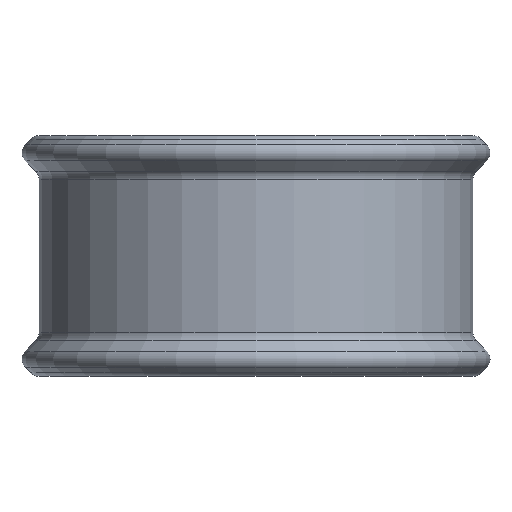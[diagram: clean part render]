
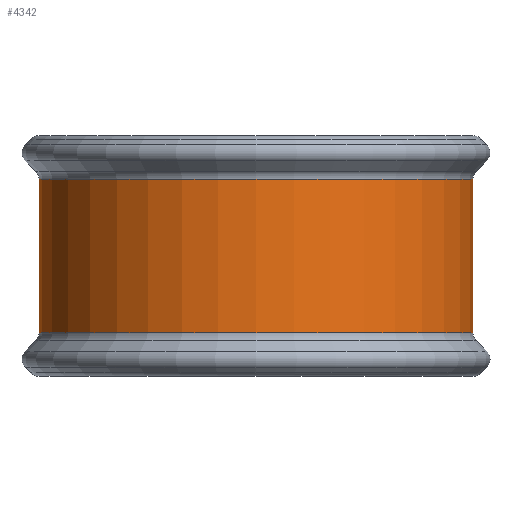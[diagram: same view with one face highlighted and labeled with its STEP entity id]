
A CAD part, front view. The second image highlights one B-rep face of the part: STEP entity #4342.
In plain terms, the highlighted cylindrical face has radius 14.097 mm (diameter 28.194 mm), a partial arc.
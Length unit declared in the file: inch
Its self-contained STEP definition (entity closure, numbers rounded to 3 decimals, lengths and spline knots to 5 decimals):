
#323 = DIRECTION ( 'NONE',  ( -1., 0., 0. ) ) ;
#377 = CIRCLE ( 'NONE', #6097, 0.555 ) ;
#391 = EDGE_CURVE ( 'NONE', #1480, #2103, #4492, .T. ) ;
#470 = CYLINDRICAL_SURFACE ( 'NONE', #1665, 0.555 ) ;
#857 = CIRCLE ( 'NONE', #1512, 0.555 ) ;
#870 = ORIENTED_EDGE ( 'NONE', *, *, #5146, .T. ) ;
#1325 = VERTEX_POINT ( 'NONE', #4335 ) ;
#1480 = VERTEX_POINT ( 'NONE', #5037 ) ;
#1483 = EDGE_CURVE ( 'NONE', #1480, #2987, #377, .T. ) ;
#1512 = AXIS2_PLACEMENT_3D ( 'NONE', #2417, #5694, #2882 ) ;
#1665 = AXIS2_PLACEMENT_3D ( 'NONE', #3552, #2113, #3573 ) ;
#1703 = CARTESIAN_POINT ( 'NONE',  ( 0.5, -0.351, 0.19579 ) ) ;
#1758 = DIRECTION ( 'NONE',  ( 0., 0., 1. ) ) ;
#1766 = VECTOR ( 'NONE', #1758, 39.37008 ) ;
#1947 = ORIENTED_EDGE ( 'NONE', *, *, #5471, .F. ) ;
#1997 = VECTOR ( 'NONE', #3141, 39.37008 ) ;
#2103 = VERTEX_POINT ( 'NONE', #1703 ) ;
#2113 = DIRECTION ( 'NONE',  ( 0., 0., -1. ) ) ;
#2344 = FACE_OUTER_BOUND ( 'NONE', #4715, .T. ) ;
#2415 = ORIENTED_EDGE ( 'NONE', *, *, #391, .T. ) ;
#2417 = CARTESIAN_POINT ( 'NONE',  ( 0.5, -0.906, 0.19579 ) ) ;
#2882 = DIRECTION ( 'NONE',  ( -1., 0., 0. ) ) ;
#2987 = VERTEX_POINT ( 'NONE', #5501 ) ;
#3141 = DIRECTION ( 'NONE',  ( 0., 0., 1. ) ) ;
#3177 = DIRECTION ( 'NONE',  ( 0., 0., -1. ) ) ;
#3552 = CARTESIAN_POINT ( 'NONE',  ( 0.5, -0.906, 0. ) ) ;
#3573 = DIRECTION ( 'NONE',  ( -1., 0., 0. ) ) ;
#4019 = ORIENTED_EDGE ( 'NONE', *, *, #1483, .F. ) ;
#4335 = CARTESIAN_POINT ( 'NONE',  ( -0.055, -0.906, 0.19579 ) ) ;
#4342 = ADVANCED_FACE ( 'NONE', ( #2344 ), #470, .T. ) ;
#4492 = LINE ( 'NONE', #5958, #1997 ) ;
#4569 = CARTESIAN_POINT ( 'NONE',  ( -0.055, -0.906, 0.19579 ) ) ;
#4715 = EDGE_LOOP ( 'NONE', ( #2415, #870, #1947, #4019 ) ) ;
#5037 = CARTESIAN_POINT ( 'NONE',  ( 0.5, -0.351, -0.19579 ) ) ;
#5146 = EDGE_CURVE ( 'NONE', #2103, #1325, #857, .T. ) ;
#5203 = LINE ( 'NONE', #4569, #1766 ) ;
#5471 = EDGE_CURVE ( 'NONE', #2987, #1325, #5203, .T. ) ;
#5501 = CARTESIAN_POINT ( 'NONE',  ( -0.055, -0.906, -0.19579 ) ) ;
#5694 = DIRECTION ( 'NONE',  ( 0., 0., -1. ) ) ;
#5958 = CARTESIAN_POINT ( 'NONE',  ( 0.5, -0.351, 0.19579 ) ) ;
#5998 = CARTESIAN_POINT ( 'NONE',  ( 0.5, -0.906, -0.19579 ) ) ;
#6097 = AXIS2_PLACEMENT_3D ( 'NONE', #5998, #3177, #323 ) ;
